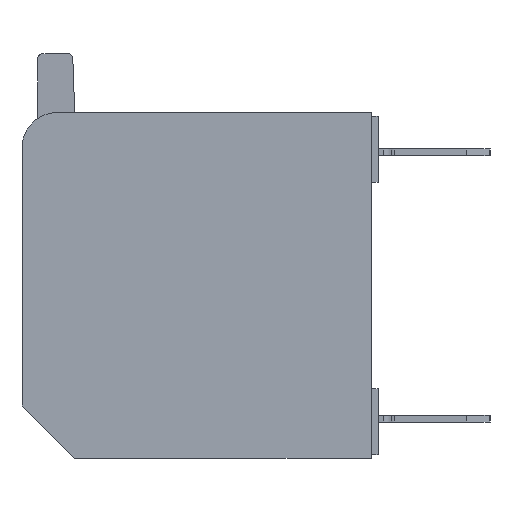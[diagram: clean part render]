
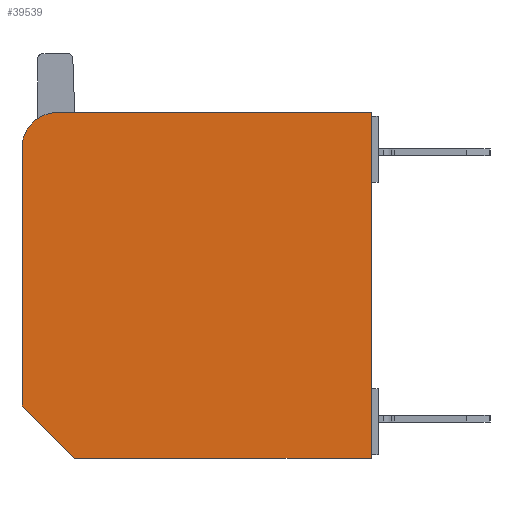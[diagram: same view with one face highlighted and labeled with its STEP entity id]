
A CAD part, left-side view. The second image highlights one B-rep face of the part: STEP entity #39539.
In plain terms, the highlighted planar face has unit normal (-1, 0, 0).
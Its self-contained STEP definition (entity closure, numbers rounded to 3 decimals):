
#858 = VERTEX_POINT ( 'NONE', #16796 ) ;
#1220 = EDGE_CURVE ( 'NONE', #30093, #15594, #16764, .T. ) ;
#4321 = CARTESIAN_POINT ( 'NONE',  ( -13.48, 0., 4.95 ) ) ;
#6336 = ORIENTED_EDGE ( 'NONE', *, *, #40678, .F. ) ;
#6414 = DIRECTION ( 'NONE',  ( 0., 0., 1. ) ) ;
#7751 = DIRECTION ( 'NONE',  ( 1., 0., 0. ) ) ;
#8133 = CARTESIAN_POINT ( 'NONE',  ( -13.48, 0., 4.95 ) ) ;
#9575 = CARTESIAN_POINT ( 'NONE',  ( -13.48, 10., 3.95 ) ) ;
#9790 = LINE ( 'NONE', #4321, #43617 ) ;
#10166 = FACE_OUTER_BOUND ( 'NONE', #11870, .T. ) ;
#11111 = AXIS2_PLACEMENT_3D ( 'NONE', #29313, #7751, #32927 ) ;
#11763 = DIRECTION ( 'NONE',  ( 0., 0.707, 0.707 ) ) ;
#11870 = EDGE_LOOP ( 'NONE', ( #33599, #37078, #6336, #12658, #40207, #13315 ) ) ;
#12658 = ORIENTED_EDGE ( 'NONE', *, *, #46013, .F. ) ;
#13184 = DIRECTION ( 'NONE',  ( 0., 0., -1. ) ) ;
#13315 = ORIENTED_EDGE ( 'NONE', *, *, #33443, .T. ) ;
#13813 = CARTESIAN_POINT ( 'NONE',  ( -13.48, 10., -4.95 ) ) ;
#14939 = EDGE_CURVE ( 'NONE', #35427, #32015, #45123, .T. ) ;
#15594 = VERTEX_POINT ( 'NONE', #24769 ) ;
#16764 = LINE ( 'NONE', #33342, #26367 ) ;
#16796 = CARTESIAN_POINT ( 'NONE',  ( -13.48, 0., -4.95 ) ) ;
#17250 = DIRECTION ( 'NONE',  ( 0., -1., 0. ) ) ;
#19108 = EDGE_CURVE ( 'NONE', #858, #32015, #9790, .T. ) ;
#19686 = VERTEX_POINT ( 'NONE', #9575 ) ;
#21026 = VECTOR ( 'NONE', #6414, 1000. ) ;
#23446 = AXIS2_PLACEMENT_3D ( 'NONE', #31142, #34809, #13184 ) ;
#24700 = CIRCLE ( 'NONE', #11111, 1. ) ;
#24769 = CARTESIAN_POINT ( 'NONE',  ( -13.48, 10., -3.45 ) ) ;
#25838 = DIRECTION ( 'NONE',  ( 0., 0., 1. ) ) ;
#26367 = VECTOR ( 'NONE', #11763, 1000. ) ;
#27528 = PLANE ( 'NONE',  #23446 ) ;
#29313 = CARTESIAN_POINT ( 'NONE',  ( -13.48, 9., 3.95 ) ) ;
#30093 = VERTEX_POINT ( 'NONE', #40617 ) ;
#31142 = CARTESIAN_POINT ( 'NONE',  ( -13.48, 10., -4.95 ) ) ;
#31761 = LINE ( 'NONE', #42156, #21026 ) ;
#32015 = VERTEX_POINT ( 'NONE', #8133 ) ;
#32927 = DIRECTION ( 'NONE',  ( 0., 0., 1. ) ) ;
#33342 = CARTESIAN_POINT ( 'NONE',  ( -13.48, 8.5, -4.95 ) ) ;
#33443 = EDGE_CURVE ( 'NONE', #30093, #858, #34944, .T. ) ;
#33599 = ORIENTED_EDGE ( 'NONE', *, *, #19108, .T. ) ;
#34809 = DIRECTION ( 'NONE',  ( 1., 0., 0. ) ) ;
#34944 = LINE ( 'NONE', #13813, #45680 ) ;
#35427 = VERTEX_POINT ( 'NONE', #43649 ) ;
#35448 = DIRECTION ( 'NONE',  ( 0., -1., 0. ) ) ;
#35525 = VECTOR ( 'NONE', #17250, 1000. ) ;
#37078 = ORIENTED_EDGE ( 'NONE', *, *, #14939, .F. ) ;
#39539 = ADVANCED_FACE ( 'NONE', ( #10166 ), #27528, .F. ) ;
#40207 = ORIENTED_EDGE ( 'NONE', *, *, #1220, .F. ) ;
#40617 = CARTESIAN_POINT ( 'NONE',  ( -13.48, 8.5, -4.95 ) ) ;
#40678 = EDGE_CURVE ( 'NONE', #19686, #35427, #24700, .T. ) ;
#42156 = CARTESIAN_POINT ( 'NONE',  ( -13.48, 10., -4.95 ) ) ;
#42491 = CARTESIAN_POINT ( 'NONE',  ( -13.48, 10., 4.95 ) ) ;
#43617 = VECTOR ( 'NONE', #25838, 1000. ) ;
#43649 = CARTESIAN_POINT ( 'NONE',  ( -13.48, 9., 4.95 ) ) ;
#45123 = LINE ( 'NONE', #42491, #35525 ) ;
#45680 = VECTOR ( 'NONE', #35448, 1000. ) ;
#46013 = EDGE_CURVE ( 'NONE', #15594, #19686, #31761, .T. ) ;
